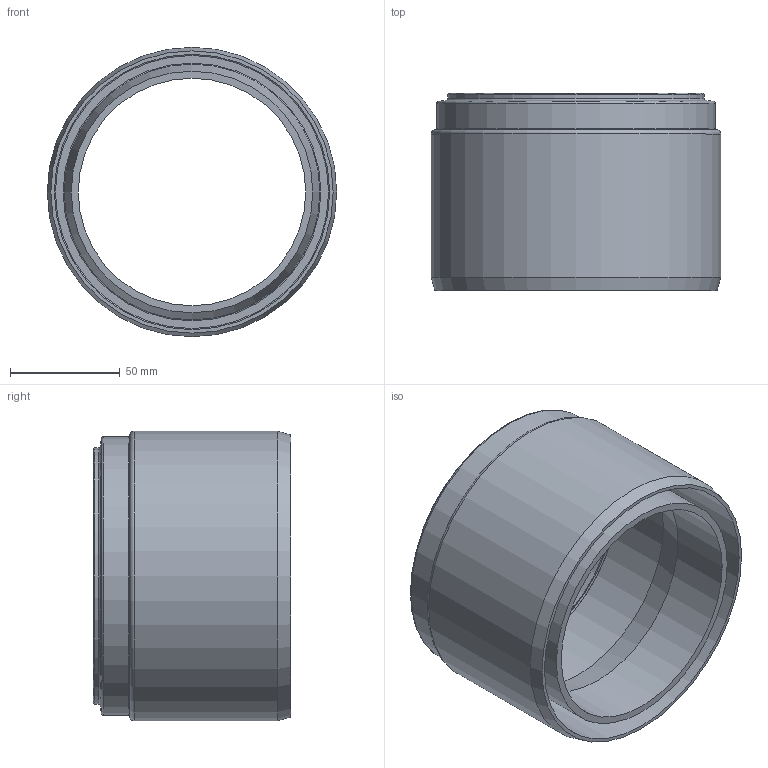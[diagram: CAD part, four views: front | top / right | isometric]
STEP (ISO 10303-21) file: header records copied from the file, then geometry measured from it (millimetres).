
FILE_DESCRIPTION(/* description */ (''),/* implementation_level */ '2;1');
FILE_NAME(/* name */ '220840 KGUSM Anschluss an Steinzeugrohr-Muffe DN_OD 110.stp',/* time_stamp */ '2017-04-18T09:51:18+02:00',/* author */ ('user1'),/* organization */ (''),/* preprocessor_version */ 'ST-DEVELOPER v16.1',/* originating_system */ 'Autodesk Inventor 2016',/* authorisation */ '');
FILE_SCHEMA (('AUTOMOTIVE_DESIGN { 1 0 10303 214 3 1 1 }'));
Length unit declared in the file: millimetre
Products named in the file (1): 220840 KGUSM Anschluss an Steinzeugrohr-Muffe DN_OD 110
Bounding box: 132 x 90 x 132 mm (x, y, z)
Volume: 199830.4 mm3; surface area: 130021.7 mm2
Topology: 1 solids, 1 shells, 35 faces, 64 edges, 35 vertices
Faces by surface type: torus 12, cylinder 11, plane 6, cone 6
Full cylindrical faces by diameter (mm): 103.8 x1, 110.2 x1, 110.7 x1, 111 x2, 116.5 x1, 116.8 x1, 121.1 x1, 125.6 x1, 126.9 x1, 132 x1
Entity records: 732 total; most frequent: DIRECTION 142, CARTESIAN_POINT 106, AXIS2_PLACEMENT_3D 71, EDGE_LOOP 70, ORIENTED_EDGE 70, FACE_BOUND 35, FACE_OUTER_BOUND 35, CIRCLE 35
